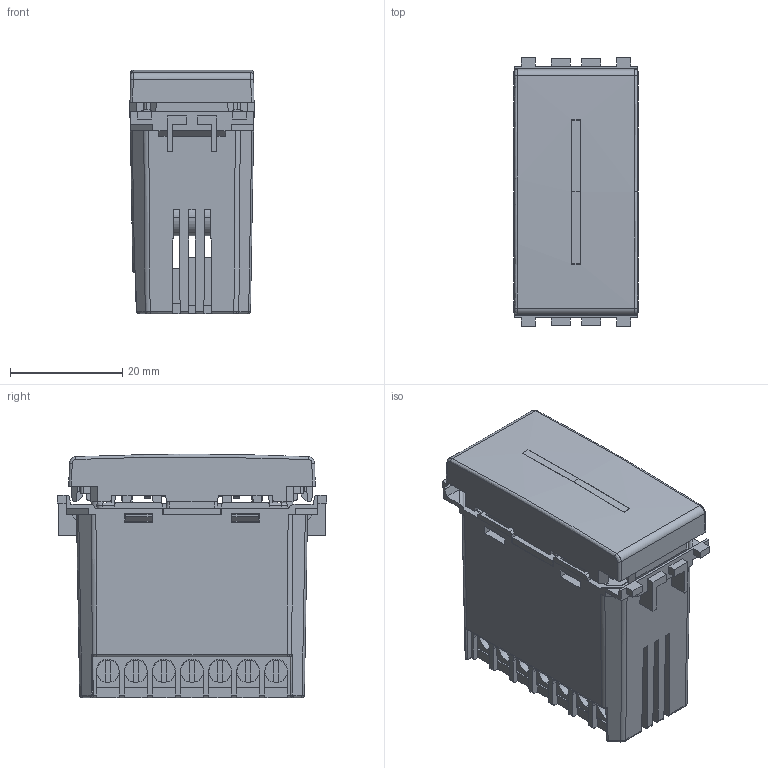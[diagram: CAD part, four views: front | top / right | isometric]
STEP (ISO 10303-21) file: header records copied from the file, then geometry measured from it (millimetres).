
FILE_DESCRIPTION (( 'STEP AP203' ), '1' );
FILE_NAME ('4BCU1S-ARKE.STEP', '2024-02-14T09:48:40', ( '' ), ( '' ), 'SwSTEP 2.0', 'SolidWorks 2020', '' );
FILE_SCHEMA (( 'CONFIG_CONTROL_DESIGN' ));
Length unit declared in the file: millimetre
Products named in the file (10): _________a^4BOX-SWITCH+WIFI-PCB____-20221013_4BCU1SM-V19(2)_4BCU1SM-V19; PCB-B^4BOX-SWITCH+WIFI-PCB____-20221013_4BCU1SM-V19(2)_4BCU1SM-V19; 4BOX-SWITCH+WIFI-PCB____-20221013^4BCU1SM-V19(2)_4BCU1SM-V19; 4BCU1S-ARKE; 4BOX-WIFI________-P-20221116^4BCU1SM-V19(2)_4BCU1SM-V19; 4BOX-WIFI________-20221111____^4BCU1SM-V19(2)_4BCU1SM-V19; 4BOX-WIFI________-20221015^4BCU1SM-V19(2)_4BCU1SM-V19; 4BOX-WIFI________-A-________-20221110^4BCU1SM-V19(2)_4BCU1SM-V19; 4BOX-WIFI________-A-20221110____^4BCU1SM-V19(2)_4BCU1SM-V19; PCB-A^4BOX-SWITCH+WIFI-PCB____-20221013_4BCU1SM-V19(2)_4BCU1SM-V19
Assembly tree (9 placements, depth 3):
  4BCU1S-ARKE
    4BOX-SWITCH+WIFI-PCB____-20221013^4BCU1SM-V19(2)_4BCU1SM-V19
      PCB-A^4BOX-SWITCH+WIFI-PCB____-20221013_4BCU1SM-V19(2)_4BCU1SM-V19
      PCB-B^4BOX-SWITCH+WIFI-PCB____-20221013_4BCU1SM-V19(2)_4BCU1SM-V19
      _________a^4BOX-SWITCH+WIFI-PCB____-20221013_4BCU1SM-V19(2)_4BCU1SM-V19
    4BOX-WIFI________-20221111____^4BCU1SM-V19(2)_4BCU1SM-V19
    4BOX-WIFI________-20221015^4BCU1SM-V19(2)_4BCU1SM-V19
    4BOX-WIFI________-P-20221116^4BCU1SM-V19(2)_4BCU1SM-V19
    4BOX-WIFI________-A-20221110____^4BCU1SM-V19(2)_4BCU1SM-V19
    4BOX-WIFI________-A-________-20221110^4BCU1SM-V19(2)_4BCU1SM-V19
Bounding box: 22.21 x 48 x 43.41 mm (x, y, z)
Volume: 19762 mm3; surface area: 27098 mm2
Topology: 8 solids, 8 shells, 1940 faces, 5573 edges, 3654 vertices
Faces by surface type: plane 1467, cylinder 365, bspline 74, torus 12, cone 12, sphere 10
Entity records: 66785 total; most frequent: CARTESIAN_POINT 15698, ORIENTED_EDGE 11122, DIRECTION 9422, EDGE_CURVE 5561, LINE 4524, VECTOR 4524, VERTEX_POINT 3654, AXIS2_PLACEMENT_3D 2449
